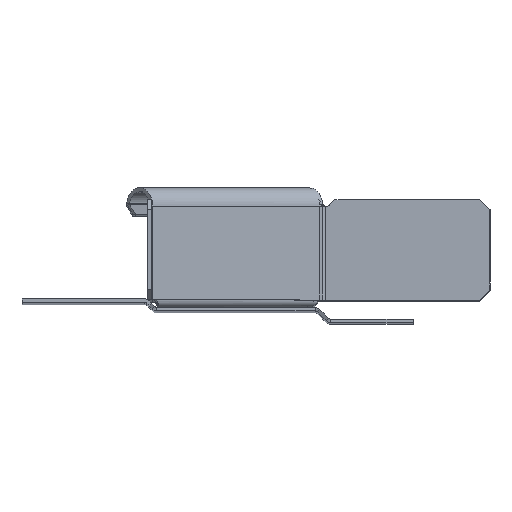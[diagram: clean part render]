
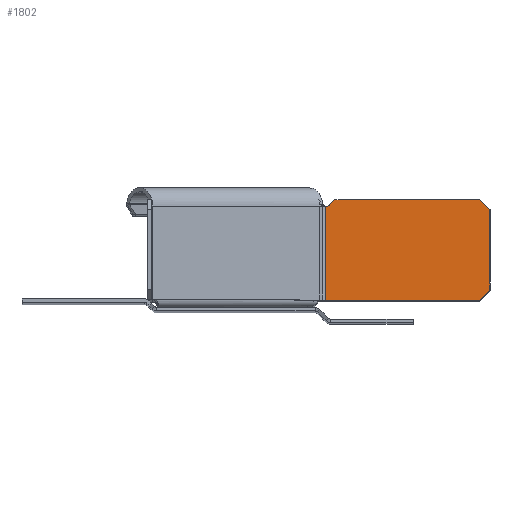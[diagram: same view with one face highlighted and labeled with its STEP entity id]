
A CAD part, top view. The second image highlights one B-rep face of the part: STEP entity #1802.
In plain terms, the highlighted face is planar.
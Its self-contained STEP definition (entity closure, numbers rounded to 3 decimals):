
#234=DIRECTION('',(0.,-1.,0.));
#235=VECTOR('',#234,28.035);
#236=CARTESIAN_POINT('',(-218.126,200.726,
-0.293));
#237=LINE('',#236,#235);
#326=CARTESIAN_POINT('',(-217.899,171.226,
-0.521));
#327=DIRECTION('',(0.707,0.,0.707));
#328=DIRECTION('',(0.5,0.707,-0.5));
#329=AXIS2_PLACEMENT_3D('',#326,#327,#328);
#331=DIRECTION('',(-0.5,0.707,0.5));
#332=VECTOR('',#331,2.207);
#333=CARTESIAN_POINT('',(-216.045,170.726,-2.374));
#334=LINE('',#333,#332);
#335=DIRECTION('',(-0.707,0.,0.707));
#336=VECTOR('',#335,43.379);
#337=CARTESIAN_POINT('',(-185.372,170.726,-33.047));
#338=LINE('',#337,#336);
#339=DIRECTION('',(-0.5,-0.707,0.5));
#340=VECTOR('',#339,4.243);
#341=CARTESIAN_POINT('',(-183.25,173.726,-35.169));
#342=LINE('',#341,#340);
#343=DIRECTION('',(0.,-1.,0.));
#344=VECTOR('',#343,24.);
#345=CARTESIAN_POINT('',(-183.25,197.726,-35.169));
#346=LINE('',#345,#344);
#347=DIRECTION('',(0.5,-0.707,-0.5));
#348=VECTOR('',#347,4.243);
#349=CARTESIAN_POINT('',(-185.372,200.726,-33.047));
#350=LINE('',#349,#348);
#389=DIRECTION('',(-0.707,0.,0.707));
#390=VECTOR('',#389,46.322);
#391=CARTESIAN_POINT('',(-185.372,200.726,-33.047));
#392=LINE('',#391,#390);
#749=CARTESIAN_POINT('',(-217.149,172.287,-1.271));
#750=CARTESIAN_POINT('',(-218.126,172.691,
-0.293));
#751=VERTEX_POINT('',#749);
#752=VERTEX_POINT('',#750);
#753=CARTESIAN_POINT('',(-216.045,170.726,-2.374));
#754=VERTEX_POINT('',#753);
#755=CARTESIAN_POINT('',(-185.372,170.726,-33.047));
#756=VERTEX_POINT('',#755);
#757=CARTESIAN_POINT('',(-183.25,173.726,-35.169));
#758=VERTEX_POINT('',#757);
#759=CARTESIAN_POINT('',(-183.25,197.726,-35.169));
#760=VERTEX_POINT('',#759);
#761=CARTESIAN_POINT('',(-185.372,200.726,-33.047));
#762=VERTEX_POINT('',#761);
#763=CARTESIAN_POINT('',(-218.126,200.726,
-0.293));
#764=VERTEX_POINT('',#763);
#1782=CARTESIAN_POINT('',(-64.221,0.,-154.198));
#1783=DIRECTION('',(0.707,0.,0.707));
#1784=DIRECTION('',(0.707,0.,-0.707));
#1785=AXIS2_PLACEMENT_3D('',#1782,#1783,#1784);
#1786=PLANE('',#1785);
#1787=ORIENTED_EDGE('',*,*,#1427,.T.);
#1788=ORIENTED_EDGE('',*,*,#1762,.F.);
#1789=ORIENTED_EDGE('',*,*,#1773,.F.);
#1791=ORIENTED_EDGE('',*,*,#1790,.F.);
#1793=ORIENTED_EDGE('',*,*,#1792,.F.);
#1795=ORIENTED_EDGE('',*,*,#1794,.F.);
#1797=ORIENTED_EDGE('',*,*,#1796,.F.);
#1799=ORIENTED_EDGE('',*,*,#1798,.T.);
#1800=EDGE_LOOP('',(#1787,#1788,#1789,#1791,#1793,#1795,#1797,#1799));
#1801=FACE_OUTER_BOUND('',#1800,.F.);
#1802=ADVANCED_FACE('',(#1801),#1786,.F.);
#330=CIRCLE('',#329,1.5);
#1427=EDGE_CURVE('',#764,#752,#237,.T.);
#1762=EDGE_CURVE('',#751,#752,#330,.T.);
#1773=EDGE_CURVE('',#754,#751,#334,.T.);
#1790=EDGE_CURVE('',#756,#754,#338,.T.);
#1792=EDGE_CURVE('',#758,#756,#342,.T.);
#1794=EDGE_CURVE('',#760,#758,#346,.T.);
#1796=EDGE_CURVE('',#762,#760,#350,.T.);
#1798=EDGE_CURVE('',#762,#764,#392,.T.);
